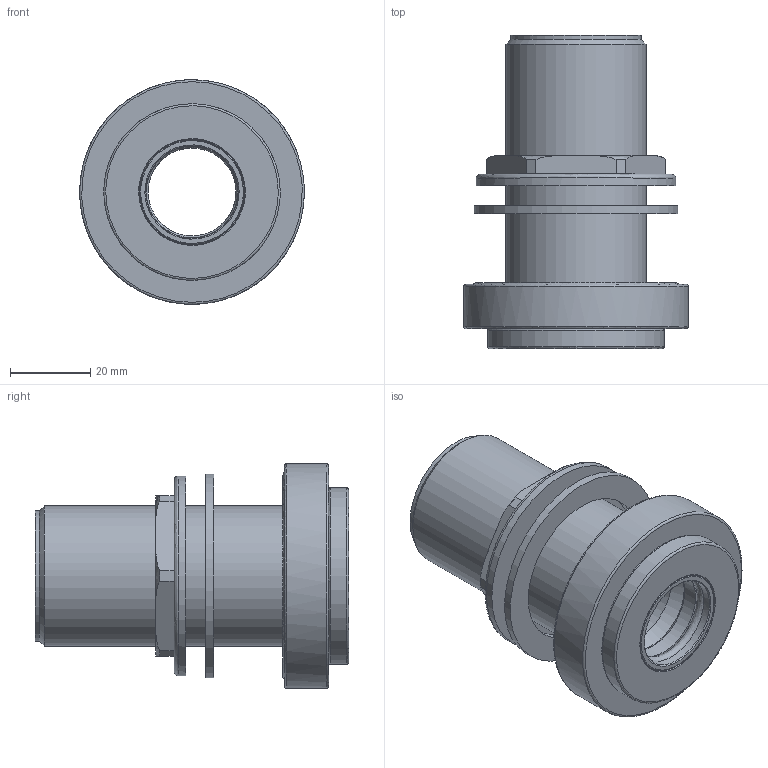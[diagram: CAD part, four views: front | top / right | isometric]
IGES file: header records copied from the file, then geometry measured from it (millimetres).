
Global section: file name: V780-F; native system: Autodesk Inventor 2016; preprocessor: unknown; author: aprice; date: 20160518.143322; units: millimetre
Bounding box: 56 x 78.1 x 55.99 mm (x, y, z)
Volume: 64045.6 mm3; surface area: 35058.2 mm2
Topology: 7 solids, 7 shells, 88 faces, 234 edges, 169 vertices
Faces by surface type: bspline 88
